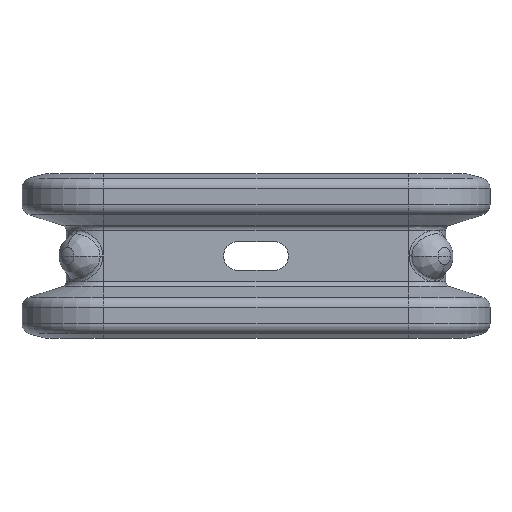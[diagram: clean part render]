
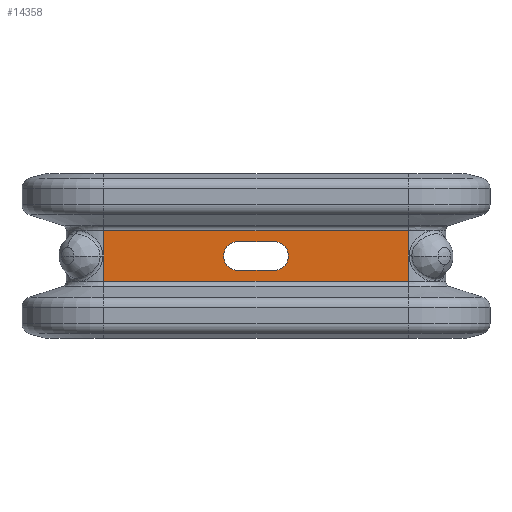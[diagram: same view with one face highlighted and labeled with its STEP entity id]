
A CAD part, left-side view. The second image highlights one B-rep face of the part: STEP entity #14358.
In plain terms, the highlighted planar face has unit normal (-1, 0, 0).
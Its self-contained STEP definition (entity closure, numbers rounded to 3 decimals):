
#572=DIRECTION('',(0.,1.,0.));
#573=VECTOR('',#572,117.);
#574=CARTESIAN_POINT('',(-207.,31.5,9.8));
#575=LINE('',#574,#573);
#3749=DIRECTION('',(0.,0.,1.));
#3750=VECTOR('',#3749,19.6);
#3751=CARTESIAN_POINT('',(-207.,148.5,-9.8));
#3752=LINE('',#3751,#3750);
#4295=DIRECTION('',(0.,0.,1.));
#4296=VECTOR('',#4295,19.6);
#4297=CARTESIAN_POINT('',(-207.,31.5,-9.8));
#4298=LINE('',#4297,#4296);
#4299=DIRECTION('',(0.,1.,0.));
#4300=VECTOR('',#4299,117.);
#4301=CARTESIAN_POINT('',(-207.,31.5,-9.8));
#4302=LINE('',#4301,#4300);
#4303=DIRECTION('',(0.,1.,0.));
#4304=VECTOR('',#4303,14.);
#4305=CARTESIAN_POINT('',(-207.,83.,5.5));
#4306=LINE('',#4305,#4304);
#4307=CARTESIAN_POINT('',(-207.,97.,0.));
#4308=DIRECTION('',(1.,0.,0.));
#4309=DIRECTION('',(0.,0.,-1.));
#4310=AXIS2_PLACEMENT_3D('',#4307,#4308,#4309);
#4312=DIRECTION('',(0.,-1.,0.));
#4313=VECTOR('',#4312,14.);
#4314=CARTESIAN_POINT('',(-207.,97.,-5.5));
#4315=LINE('',#4314,#4313);
#4316=CARTESIAN_POINT('',(-207.,83.,0.));
#4317=DIRECTION('',(1.,0.,0.));
#4318=DIRECTION('',(0.,0.,1.));
#4319=AXIS2_PLACEMENT_3D('',#4316,#4317,#4318);
#8458=CARTESIAN_POINT('',(-207.,31.5,-9.8));
#8459=VERTEX_POINT('',#8458);
#8460=CARTESIAN_POINT('',(-207.,31.5,9.8));
#8461=VERTEX_POINT('',#8460);
#8486=CARTESIAN_POINT('',(-207.,148.5,-9.8));
#8487=VERTEX_POINT('',#8486);
#8488=CARTESIAN_POINT('',(-207.,148.5,9.8));
#8489=VERTEX_POINT('',#8488);
#8714=CARTESIAN_POINT('',(-207.,83.,5.5));
#8715=CARTESIAN_POINT('',(-207.,97.,5.5));
#8716=VERTEX_POINT('',#8714);
#8717=VERTEX_POINT('',#8715);
#8718=CARTESIAN_POINT('',(-207.,97.,-5.5));
#8719=VERTEX_POINT('',#8718);
#8720=CARTESIAN_POINT('',(-207.,83.,-5.5));
#8721=VERTEX_POINT('',#8720);
#14336=CARTESIAN_POINT('',(-207.,31.5,-9.8));
#14337=DIRECTION('',(-1.,0.,0.));
#14338=DIRECTION('',(0.,0.,1.));
#14339=AXIS2_PLACEMENT_3D('',#14336,#14337,#14338);
#14340=PLANE('',#14339);
#14341=ORIENTED_EDGE('',*,*,#11052,.F.);
#14343=ORIENTED_EDGE('',*,*,#14342,.T.);
#14344=ORIENTED_EDGE('',*,*,#14032,.T.);
#14345=ORIENTED_EDGE('',*,*,#11019,.F.);
#14346=EDGE_LOOP('',(#14341,#14343,#14344,#14345));
#14347=FACE_OUTER_BOUND('',#14346,.F.);
#14349=ORIENTED_EDGE('',*,*,#14348,.T.);
#14351=ORIENTED_EDGE('',*,*,#14350,.F.);
#14353=ORIENTED_EDGE('',*,*,#14352,.T.);
#14355=ORIENTED_EDGE('',*,*,#14354,.F.);
#14356=EDGE_LOOP('',(#14349,#14351,#14353,#14355));
#14357=FACE_BOUND('',#14356,.F.);
#14358=ADVANCED_FACE('',(#14347,#14357),#14340,.T.);
#4311=CIRCLE('',#4310,5.5);
#4320=CIRCLE('',#4319,5.5);
#11019=EDGE_CURVE('',#8461,#8489,#575,.T.);
#11052=EDGE_CURVE('',#8459,#8461,#4298,.T.);
#14032=EDGE_CURVE('',#8487,#8489,#3752,.T.);
#14342=EDGE_CURVE('',#8459,#8487,#4302,.T.);
#14348=EDGE_CURVE('',#8716,#8717,#4306,.T.);
#14350=EDGE_CURVE('',#8719,#8717,#4311,.T.);
#14352=EDGE_CURVE('',#8719,#8721,#4315,.T.);
#14354=EDGE_CURVE('',#8716,#8721,#4320,.T.);
